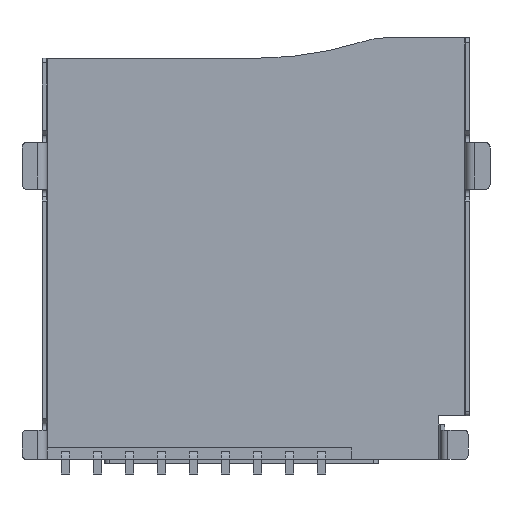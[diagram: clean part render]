
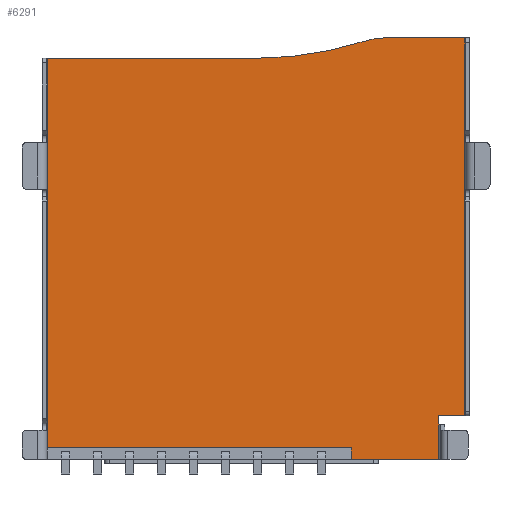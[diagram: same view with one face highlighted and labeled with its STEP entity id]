
A CAD part, front view. The second image highlights one B-rep face of the part: STEP entity #6291.
In plain terms, the highlighted planar face has unit normal (0, -1, 0).
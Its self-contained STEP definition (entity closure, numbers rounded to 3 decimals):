
#84 = DIRECTION ( 'NONE',  ( 0., 0., -1. ) ) ;
#262 = EDGE_CURVE ( 'NONE', #4764, #2198, #1687, .T. ) ;
#264 = AXIS2_PLACEMENT_3D ( 'NONE', #2714, #6184, #6158 ) ;
#322 = VERTEX_POINT ( 'NONE', #5387 ) ;
#327 = VERTEX_POINT ( 'NONE', #2440 ) ;
#493 = DIRECTION ( 'NONE',  ( 0., 0., 1. ) ) ;
#508 = CARTESIAN_POINT ( 'NONE',  ( 3.28, 0.05, -9.7 ) ) ;
#638 = DIRECTION ( 'NONE',  ( 0., 0., -1. ) ) ;
#792 = EDGE_CURVE ( 'NONE', #5805, #5941, #2895, .T. ) ;
#888 = EDGE_CURVE ( 'NONE', #2198, #327, #2262, .T. ) ;
#968 = DIRECTION ( 'NONE',  ( 1., 0., 0. ) ) ;
#1049 = VECTOR ( 'NONE', #968, 1000. ) ;
#1058 = CARTESIAN_POINT ( 'NONE',  ( -0.05, 0.05, 16.2 ) ) ;
#1068 = EDGE_LOOP ( 'NONE', ( #1816, #3234, #4394, #3370, #1130, #5861, #5423, #5788, #6204, #5892, #1427 ) ) ;
#1130 = ORIENTED_EDGE ( 'NONE', *, *, #6246, .T. ) ;
#1252 = CARTESIAN_POINT ( 'NONE',  ( 7.18, 0.05, 4.4 ) ) ;
#1317 = AXIS2_PLACEMENT_3D ( 'NONE', #3969, #4486, #84 ) ;
#1399 = DIRECTION ( 'NONE',  ( 0., 0., 1. ) ) ;
#1413 = DIRECTION ( 'NONE',  ( 1., 0., 0. ) ) ;
#1427 = ORIENTED_EDGE ( 'NONE', *, *, #888, .T. ) ;
#1466 = EDGE_CURVE ( 'NONE', #5021, #4764, #2800, .T. ) ;
#1576 = LINE ( 'NONE', #2911, #2084 ) ;
#1687 = LINE ( 'NONE', #6350, #1845 ) ;
#1768 = CARTESIAN_POINT ( 'NONE',  ( 7.18, 0.05, -8.6 ) ) ;
#1816 = ORIENTED_EDGE ( 'NONE', *, *, #3502, .T. ) ;
#1845 = VECTOR ( 'NONE', #1936, 1000. ) ;
#1936 = DIRECTION ( 'NONE',  ( -1., 0., 0. ) ) ;
#2084 = VECTOR ( 'NONE', #2956, 1000. ) ;
#2198 = VERTEX_POINT ( 'NONE', #3236 ) ;
#2262 = CIRCLE ( 'NONE', #1317, 2. ) ;
#2305 = VECTOR ( 'NONE', #3092, 1000. ) ;
#2329 = VERTEX_POINT ( 'NONE', #2333 ) ;
#2333 = CARTESIAN_POINT ( 'NONE',  ( 3.28, 0.05, -10.1 ) ) ;
#2390 = LINE ( 'NONE', #4561, #2305 ) ;
#2394 = CIRCLE ( 'NONE', #4043, 12.5 ) ;
#2440 = CARTESIAN_POINT ( 'NONE',  ( 3.787, 0.05, 4.303 ) ) ;
#2505 = CARTESIAN_POINT ( 'NONE',  ( -7.18, 0.05, 3.7 ) ) ;
#2516 = VERTEX_POINT ( 'NONE', #4235 ) ;
#2692 = VECTOR ( 'NONE', #493, 1000. ) ;
#2701 = DIRECTION ( 'NONE',  ( -1., 0., 0. ) ) ;
#2714 = CARTESIAN_POINT ( 'NONE',  ( -0.05, 0.05, 16.2 ) ) ;
#2736 = DIRECTION ( 'NONE',  ( 0., 0., -1. ) ) ;
#2746 = VERTEX_POINT ( 'NONE', #5543 ) ;
#2766 = VECTOR ( 'NONE', #2701, 1000. ) ;
#2800 = LINE ( 'NONE', #6257, #4865 ) ;
#2833 = CARTESIAN_POINT ( 'NONE',  ( -7.18, 0.05, -9.7 ) ) ;
#2895 = LINE ( 'NONE', #4891, #5888 ) ;
#2911 = CARTESIAN_POINT ( 'NONE',  ( 6.28, 0.05, -8.6 ) ) ;
#2956 = DIRECTION ( 'NONE',  ( 1., 0., 0. ) ) ;
#3092 = DIRECTION ( 'NONE',  ( 0., 0., -1. ) ) ;
#3234 = ORIENTED_EDGE ( 'NONE', *, *, #4853, .T. ) ;
#3236 = CARTESIAN_POINT ( 'NONE',  ( 4.401, 0.05, 4.4 ) ) ;
#3327 = EDGE_CURVE ( 'NONE', #2329, #322, #4952, .T. ) ;
#3354 = CARTESIAN_POINT ( 'NONE',  ( 3.28, 0.05, -9.7 ) ) ;
#3370 = ORIENTED_EDGE ( 'NONE', *, *, #792, .T. ) ;
#3502 = EDGE_CURVE ( 'NONE', #327, #2516, #2394, .T. ) ;
#3762 = VECTOR ( 'NONE', #2736, 1000. ) ;
#3969 = CARTESIAN_POINT ( 'NONE',  ( 4.401, 0.05, 2.4 ) ) ;
#4043 = AXIS2_PLACEMENT_3D ( 'NONE', #1058, #5476, #638 ) ;
#4129 = EDGE_CURVE ( 'NONE', #2746, #5021, #1576, .T. ) ;
#4209 = LINE ( 'NONE', #5086, #2766 ) ;
#4235 = CARTESIAN_POINT ( 'NONE',  ( -0.05, 0.05, 3.7 ) ) ;
#4394 = ORIENTED_EDGE ( 'NONE', *, *, #6226, .T. ) ;
#4486 = DIRECTION ( 'NONE',  ( 0., -1., 0. ) ) ;
#4561 = CARTESIAN_POINT ( 'NONE',  ( -7.18, 0.05, 3.7 ) ) ;
#4565 = EDGE_CURVE ( 'NONE', #322, #2746, #4927, .T. ) ;
#4578 = VERTEX_POINT ( 'NONE', #2505 ) ;
#4764 = VERTEX_POINT ( 'NONE', #1252 ) ;
#4853 = EDGE_CURVE ( 'NONE', #2516, #4578, #4209, .T. ) ;
#4865 = VECTOR ( 'NONE', #1399, 1000. ) ;
#4891 = CARTESIAN_POINT ( 'NONE',  ( -7.18, 0.05, -9.7 ) ) ;
#4927 = LINE ( 'NONE', #4965, #2692 ) ;
#4952 = LINE ( 'NONE', #6369, #1049 ) ;
#4965 = CARTESIAN_POINT ( 'NONE',  ( 6.28, 0.05, -10.1 ) ) ;
#5021 = VERTEX_POINT ( 'NONE', #1768 ) ;
#5086 = CARTESIAN_POINT ( 'NONE',  ( -0.05, 0.05, 3.7 ) ) ;
#5387 = CARTESIAN_POINT ( 'NONE',  ( 6.28, 0.05, -10.1 ) ) ;
#5423 = ORIENTED_EDGE ( 'NONE', *, *, #4565, .T. ) ;
#5476 = DIRECTION ( 'NONE',  ( 0., 1., 0. ) ) ;
#5543 = CARTESIAN_POINT ( 'NONE',  ( 6.28, 0.05, -8.6 ) ) ;
#5788 = ORIENTED_EDGE ( 'NONE', *, *, #4129, .T. ) ;
#5805 = VERTEX_POINT ( 'NONE', #2833 ) ;
#5861 = ORIENTED_EDGE ( 'NONE', *, *, #3327, .T. ) ;
#5888 = VECTOR ( 'NONE', #1413, 1000. ) ;
#5892 = ORIENTED_EDGE ( 'NONE', *, *, #262, .T. ) ;
#5941 = VERTEX_POINT ( 'NONE', #508 ) ;
#6085 = LINE ( 'NONE', #3354, #3762 ) ;
#6158 = DIRECTION ( 'NONE',  ( 0., 0., -1. ) ) ;
#6184 = DIRECTION ( 'NONE',  ( 0., -1., 0. ) ) ;
#6204 = ORIENTED_EDGE ( 'NONE', *, *, #1466, .T. ) ;
#6211 = PLANE ( 'NONE',  #264 ) ;
#6226 = EDGE_CURVE ( 'NONE', #4578, #5805, #2390, .T. ) ;
#6246 = EDGE_CURVE ( 'NONE', #5941, #2329, #6085, .T. ) ;
#6249 = FACE_OUTER_BOUND ( 'NONE', #1068, .T. ) ;
#6257 = CARTESIAN_POINT ( 'NONE',  ( 7.18, 0.05, -8.6 ) ) ;
#6291 = ADVANCED_FACE ( 'NONE', ( #6249 ), #6211, .T. ) ;
#6350 = CARTESIAN_POINT ( 'NONE',  ( 7.18, 0.05, 4.4 ) ) ;
#6369 = CARTESIAN_POINT ( 'NONE',  ( 3.28, 0.05, -10.1 ) ) ;
